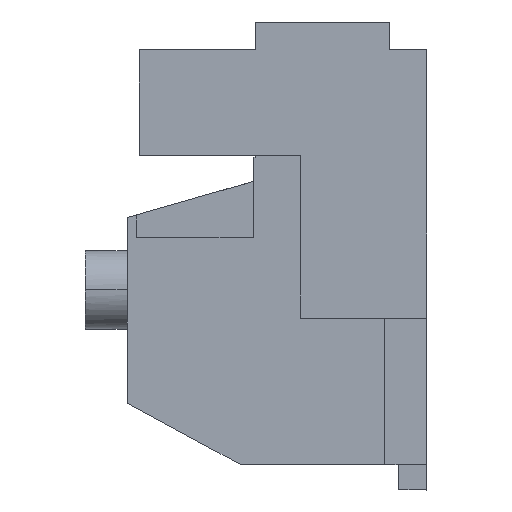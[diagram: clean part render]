
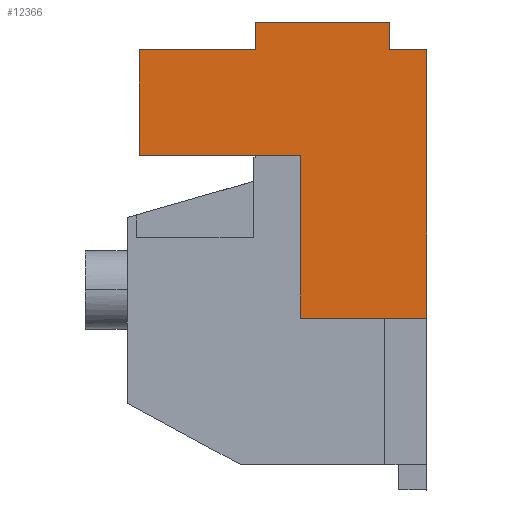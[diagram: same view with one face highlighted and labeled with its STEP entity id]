
A CAD part, left-side view. The second image highlights one B-rep face of the part: STEP entity #12366.
In plain terms, the highlighted planar face has unit normal (-1, 0, 0).
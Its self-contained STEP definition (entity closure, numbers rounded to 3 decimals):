
#12323=AXIS2_PLACEMENT_3D('Plane Axis2P3D',#12320,#12321,#12322) ;
#11111=CARTESIAN_POINT('Vertex',(0.,13.6,36.1)) ;
#11114=CARTESIAN_POINT('Line Origine',(0.,22.3,36.1)) ;
#11118=CARTESIAN_POINT('Vertex',(0.,31.,36.1)) ;
#11280=CARTESIAN_POINT('Vertex',(0.,4.,47.5)) ;
#11283=CARTESIAN_POINT('Line Origine',(0.,2.,47.5)) ;
#11287=CARTESIAN_POINT('Vertex',(0.,0.,47.5)) ;
#11363=CARTESIAN_POINT('Vertex',(0.,31.,47.5)) ;
#11366=CARTESIAN_POINT('Line Origine',(0.,24.75,47.5)) ;
#11370=CARTESIAN_POINT('Vertex',(0.,18.5,47.5)) ;
#11433=CARTESIAN_POINT('Line Origine',(0.,0.,33.025)) ;
#11437=CARTESIAN_POINT('Vertex',(0.,0.,18.55)) ;
#12282=CARTESIAN_POINT('Line Origine',(0.,13.6,27.325)) ;
#12286=CARTESIAN_POINT('Vertex',(0.,13.6,18.55)) ;
#12320=CARTESIAN_POINT('Axis2P3D Location',(0.,-0.5,47.55)) ;
#12325=CARTESIAN_POINT('Line Origine',(0.,4.,49.)) ;
#12329=CARTESIAN_POINT('Vertex',(0.,4.,50.5)) ;
#12332=CARTESIAN_POINT('Line Origine',(0.,11.25,50.5)) ;
#12336=CARTESIAN_POINT('Vertex',(0.,18.5,50.5)) ;
#12339=CARTESIAN_POINT('Line Origine',(0.,18.5,49.)) ;
#12344=CARTESIAN_POINT('Line Origine',(0.,31.,41.8)) ;
#12349=CARTESIAN_POINT('Line Origine',(0.,6.8,18.55)) ;
#11115=DIRECTION('Vector Direction',(0.,1.,0.)) ;
#11284=DIRECTION('Vector Direction',(0.,-1.,0.)) ;
#11367=DIRECTION('Vector Direction',(0.,-1.,0.)) ;
#11434=DIRECTION('Vector Direction',(0.,0.,1.)) ;
#12283=DIRECTION('Vector Direction',(0.,0.,1.)) ;
#12321=DIRECTION('Axis2P3D Direction',(-1.,0.,0.)) ;
#12322=DIRECTION('Axis2P3D XDirection',(0.,0.,-1.)) ;
#12326=DIRECTION('Vector Direction',(0.,0.,-1.)) ;
#12333=DIRECTION('Vector Direction',(0.,-1.,0.)) ;
#12340=DIRECTION('Vector Direction',(0.,0.,1.)) ;
#12345=DIRECTION('Vector Direction',(0.,0.,1.)) ;
#12350=DIRECTION('Vector Direction',(0.,1.,0.)) ;
#11116=VECTOR('Line Direction',#11115,1.) ;
#11285=VECTOR('Line Direction',#11284,1.) ;
#11368=VECTOR('Line Direction',#11367,1.) ;
#11435=VECTOR('Line Direction',#11434,1.) ;
#12284=VECTOR('Line Direction',#12283,1.) ;
#12327=VECTOR('Line Direction',#12326,1.) ;
#12334=VECTOR('Line Direction',#12333,1.) ;
#12341=VECTOR('Line Direction',#12340,1.) ;
#12346=VECTOR('Line Direction',#12345,1.) ;
#12351=VECTOR('Line Direction',#12350,1.) ;
#12355=ORIENTED_EDGE('',*,*,#12331,.F.) ;
#12356=ORIENTED_EDGE('',*,*,#12338,.F.) ;
#12357=ORIENTED_EDGE('',*,*,#12343,.F.) ;
#12358=ORIENTED_EDGE('',*,*,#11372,.F.) ;
#12359=ORIENTED_EDGE('',*,*,#12348,.F.) ;
#12360=ORIENTED_EDGE('',*,*,#11120,.F.) ;
#12361=ORIENTED_EDGE('',*,*,#12288,.F.) ;
#12362=ORIENTED_EDGE('',*,*,#12353,.F.) ;
#12363=ORIENTED_EDGE('',*,*,#11439,.T.) ;
#12364=ORIENTED_EDGE('',*,*,#11289,.F.) ;
#12366=ADVANCED_FACE('COVER',(#12365),#12324,.T.) ;
#11120=EDGE_CURVE('',#11112,#11119,#11117,.T.) ;
#11289=EDGE_CURVE('',#11281,#11288,#11286,.T.) ;
#11372=EDGE_CURVE('',#11364,#11371,#11369,.T.) ;
#11439=EDGE_CURVE('',#11438,#11288,#11436,.T.) ;
#12288=EDGE_CURVE('',#12287,#11112,#12285,.T.) ;
#12331=EDGE_CURVE('',#12330,#11281,#12328,.T.) ;
#12338=EDGE_CURVE('',#12337,#12330,#12335,.T.) ;
#12343=EDGE_CURVE('',#11371,#12337,#12342,.T.) ;
#12348=EDGE_CURVE('',#11119,#11364,#12347,.T.) ;
#12353=EDGE_CURVE('',#11438,#12287,#12352,.T.) ;
#12354=EDGE_LOOP('',(#12355,#12356,#12357,#12358,#12359,#12360,#12361,#12362,#12363,#12364)) ;
#12365=FACE_OUTER_BOUND('',#12354,.T.) ;
#11117=LINE('Line',#11114,#11116) ;
#11286=LINE('Line',#11283,#11285) ;
#11369=LINE('Line',#11366,#11368) ;
#11436=LINE('Line',#11433,#11435) ;
#12285=LINE('Line',#12282,#12284) ;
#12328=LINE('Line',#12325,#12327) ;
#12335=LINE('Line',#12332,#12334) ;
#12342=LINE('Line',#12339,#12341) ;
#12347=LINE('Line',#12344,#12346) ;
#12352=LINE('Line',#12349,#12351) ;
#12324=PLANE('',#12323) ;
#11112=VERTEX_POINT('',#11111) ;
#11119=VERTEX_POINT('',#11118) ;
#11281=VERTEX_POINT('',#11280) ;
#11288=VERTEX_POINT('',#11287) ;
#11364=VERTEX_POINT('',#11363) ;
#11371=VERTEX_POINT('',#11370) ;
#11438=VERTEX_POINT('',#11437) ;
#12287=VERTEX_POINT('',#12286) ;
#12330=VERTEX_POINT('',#12329) ;
#12337=VERTEX_POINT('',#12336) ;
